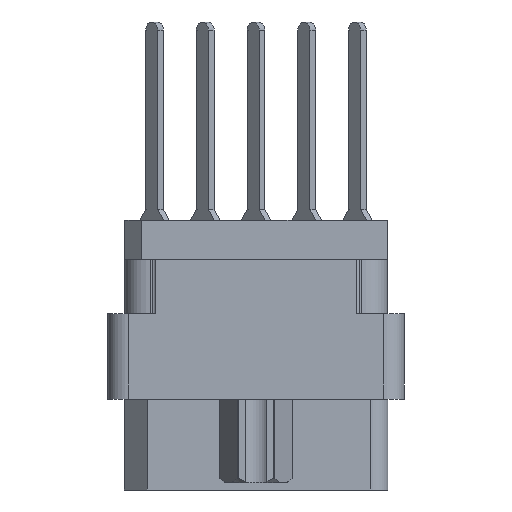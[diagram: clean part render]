
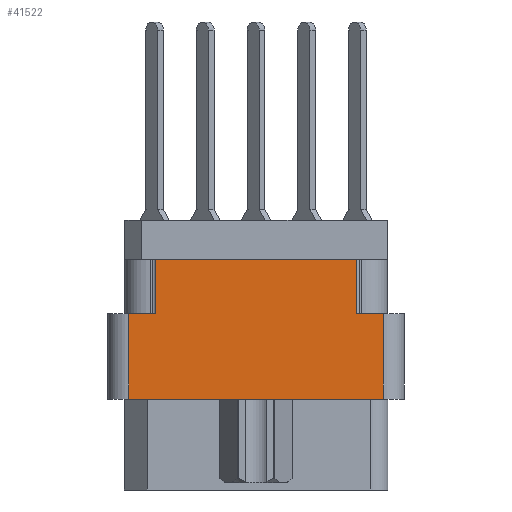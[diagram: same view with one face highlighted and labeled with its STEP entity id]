
A CAD part, left-side view. The second image highlights one B-rep face of the part: STEP entity #41522.
In plain terms, the highlighted planar face has unit normal (-1, 0, 0).
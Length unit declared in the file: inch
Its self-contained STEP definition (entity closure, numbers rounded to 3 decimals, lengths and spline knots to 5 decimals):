
#1188 = CARTESIAN_POINT ( 'NONE',  ( -1., -0.296, -0.277 ) ) ;
#1537 = DIRECTION ( 'NONE',  ( 0., 1., 0. ) ) ;
#2480 = DIRECTION ( 'NONE',  ( 0., -1., 0. ) ) ;
#2543 = EDGE_CURVE ( 'NONE', #16779, #4563, #5492, .T. ) ;
#2689 = VECTOR ( 'NONE', #1537, 39.37008 ) ;
#3652 = CARTESIAN_POINT ( 'NONE',  ( -1., -0.376, -0.277 ) ) ;
#4563 = VERTEX_POINT ( 'NONE', #25211 ) ;
#5492 = LINE ( 'NONE', #16631, #12752 ) ;
#6041 = DIRECTION ( 'NONE',  ( 0., -1., 0. ) ) ;
#7108 = VERTEX_POINT ( 'NONE', #3652 ) ;
#7653 = ORIENTED_EDGE ( 'NONE', *, *, #23251, .F. ) ;
#7682 = CARTESIAN_POINT ( 'NONE',  ( -1., -0.376, -0.798 ) ) ;
#9791 = DIRECTION ( 'NONE',  ( 0., 0., 1. ) ) ;
#11663 = DIRECTION ( 'NONE',  ( 0., 0., 1. ) ) ;
#12428 = DIRECTION ( 'NONE',  ( 0., 0., 1. ) ) ;
#12752 = VECTOR ( 'NONE', #9791, 39.37008 ) ;
#14593 = VERTEX_POINT ( 'NONE', #28443 ) ;
#15651 = ORIENTED_EDGE ( 'NONE', *, *, #37321, .F. ) ;
#15859 = CARTESIAN_POINT ( 'NONE',  ( -1., 0.376, -0.798 ) ) ;
#16069 = LINE ( 'NONE', #40455, #38457 ) ;
#16139 = DIRECTION ( 'NONE',  ( 0., 0., 1. ) ) ;
#16631 = CARTESIAN_POINT ( 'NONE',  ( -1., 0.296, -0.277 ) ) ;
#16779 = VERTEX_POINT ( 'NONE', #29246 ) ;
#17601 = DIRECTION ( 'NONE',  ( 0., -1., 0. ) ) ;
#17672 = ORIENTED_EDGE ( 'NONE', *, *, #41761, .F. ) ;
#18344 = ORIENTED_EDGE ( 'NONE', *, *, #29393, .F. ) ;
#19194 = CARTESIAN_POINT ( 'NONE',  ( -1., 0.376, -0.277 ) ) ;
#19498 = EDGE_CURVE ( 'NONE', #32306, #26421, #42681, .T. ) ;
#19787 = FACE_OUTER_BOUND ( 'NONE', #43148, .T. ) ;
#23251 = EDGE_CURVE ( 'NONE', #32300, #30215, #33169, .T. ) ;
#23547 = VECTOR ( 'NONE', #17601, 39.37008 ) ;
#24805 = ORIENTED_EDGE ( 'NONE', *, *, #43181, .F. ) ;
#25211 = CARTESIAN_POINT ( 'NONE',  ( -1., 0.296, -0.117 ) ) ;
#25331 = LINE ( 'NONE', #1188, #23547 ) ;
#26413 = CARTESIAN_POINT ( 'NONE',  ( -1., 0.438, -0.117 ) ) ;
#26421 = VERTEX_POINT ( 'NONE', #27994 ) ;
#27994 = CARTESIAN_POINT ( 'NONE',  ( -1., -0.296, -0.117 ) ) ;
#28443 = CARTESIAN_POINT ( 'NONE',  ( -1., -0.376, -0.529 ) ) ;
#28659 = EDGE_CURVE ( 'NONE', #14593, #7108, #28876, .T. ) ;
#28876 = LINE ( 'NONE', #7682, #32834 ) ;
#29246 = CARTESIAN_POINT ( 'NONE',  ( -1., 0.296, -0.277 ) ) ;
#29393 = EDGE_CURVE ( 'NONE', #4563, #26421, #40093, .T. ) ;
#29654 = VECTOR ( 'NONE', #11663, 39.37008 ) ;
#30215 = VERTEX_POINT ( 'NONE', #19194 ) ;
#31750 = ORIENTED_EDGE ( 'NONE', *, *, #2543, .F. ) ;
#31974 = CARTESIAN_POINT ( 'NONE',  ( -1., 0.376, -0.529 ) ) ;
#32277 = DIRECTION ( 'NONE',  ( 0., 0., 1. ) ) ;
#32300 = VERTEX_POINT ( 'NONE', #31974 ) ;
#32306 = VERTEX_POINT ( 'NONE', #39257 ) ;
#32496 = LINE ( 'NONE', #40014, #2689 ) ;
#32834 = VECTOR ( 'NONE', #32277, 39.37008 ) ;
#33169 = LINE ( 'NONE', #15859, #40042 ) ;
#33668 = PLANE ( 'NONE',  #35446 ) ;
#34347 = DIRECTION ( 'NONE',  ( -1., 0., 0. ) ) ;
#35446 = AXIS2_PLACEMENT_3D ( 'NONE', #44417, #34347, #16139 ) ;
#36041 = CARTESIAN_POINT ( 'NONE',  ( -1., -0.296, -0.277 ) ) ;
#37321 = EDGE_CURVE ( 'NONE', #32306, #7108, #25331, .T. ) ;
#38457 = VECTOR ( 'NONE', #6041, 39.37008 ) ;
#39072 = VECTOR ( 'NONE', #2480, 39.37008 ) ;
#39257 = CARTESIAN_POINT ( 'NONE',  ( -1., -0.296, -0.277 ) ) ;
#40014 = CARTESIAN_POINT ( 'NONE',  ( -1., -0.376, -0.529 ) ) ;
#40042 = VECTOR ( 'NONE', #12428, 39.37008 ) ;
#40093 = LINE ( 'NONE', #26413, #39072 ) ;
#40266 = ORIENTED_EDGE ( 'NONE', *, *, #28659, .T. ) ;
#40455 = CARTESIAN_POINT ( 'NONE',  ( -1., 0.438, -0.277 ) ) ;
#41522 = ADVANCED_FACE ( 'NONE', ( #19787 ), #33668, .T. ) ;
#41761 = EDGE_CURVE ( 'NONE', #14593, #32300, #32496, .T. ) ;
#42681 = LINE ( 'NONE', #36041, #29654 ) ;
#43099 = ORIENTED_EDGE ( 'NONE', *, *, #19498, .T. ) ;
#43148 = EDGE_LOOP ( 'NONE', ( #7653, #17672, #40266, #15651, #43099, #18344, #31750, #24805 ) ) ;
#43181 = EDGE_CURVE ( 'NONE', #30215, #16779, #16069, .T. ) ;
#44417 = CARTESIAN_POINT ( 'NONE',  ( -1., -0.376, -0.798 ) ) ;
